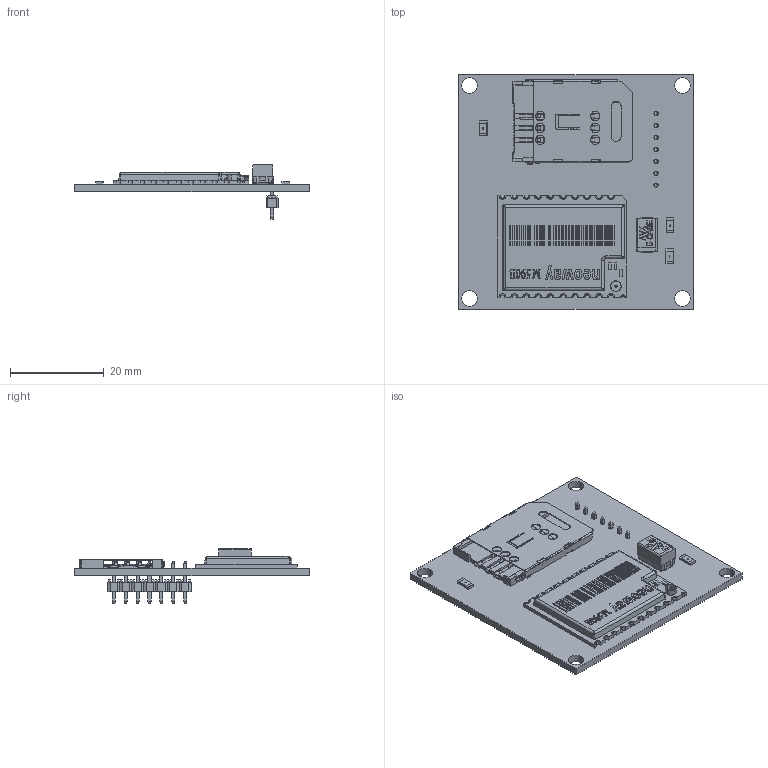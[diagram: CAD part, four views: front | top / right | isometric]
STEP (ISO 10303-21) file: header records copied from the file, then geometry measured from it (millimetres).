
FILE_DESCRIPTION(('FreeCAD Model'),'2;1');
FILE_NAME('Open CASCADE Shape Model','2025-02-15T12:07:20',(''),(''), 'Open CASCADE STEP processor 7.7','FreeCAD','Unknown');
FILE_SCHEMA(('AUTOMOTIVE_DESIGN { 1 0 10303 214 1 1 1 1 }'));
Length unit declared in the file: millimetre
Products named in the file (25): M590E-GSM-module; Copy of Плата^M590E-GSM-GPRS-module; Copy of m590 neoway^M590E-GSM-module; Copy of SIM Holder^M590E-GSM-module; Copy of 473880001, SIM, Assembly.STEP^Copy of SIM 
Holder_M590E-GSM-module; Copy of 473880001, SIM, Base.STEP^Copy of 473880001, SIM, 
Assembly.STEP_Copy of SIM Holder_M590E-GSM-module; Copy of 473880001, SIM, Contacts.STEP^Copy of 473880001, SIM, 
Assembly.STEP_Copy of SIM Holder_M590E-GSM-module006; Copy of 473880001, SIM, Contacts.STEP^Copy of 473880001, SIM, 
Assembly.STEP_Copy of SIM Holder_M590E-GSM-module; Copy of 473880001, SIM, Contacts.STEP^Copy of 473880001, SIM, 
Assembly.STEP_Copy of SIM Holder_M590E-GSM-module001; Copy of 473880001, SIM, Contacts.STEP^Copy of 473880001, SIM, 
Assembly.STEP_Copy of SIM Holder_M590E-GSM-module002; Copy of 473880001, SIM, Contacts.STEP^Copy of 473880001, SIM, 
Assembly.STEP_Copy of SIM Holder_M590E-GSM-module003; Copy of 473880001, SIM, Contacts.STEP^Copy of 473880001, SIM, 
Assembly.STEP_Copy of SIM Holder_M590E-GSM-module004; Copy of 473880001, SIM, Contacts.STEP^Copy of 473880001, SIM, 
Assembly.STEP_Copy of SIM Holder_M590E-GSM-module005; Copy of 473880001, SIM, Lid.STEP^Copy of 473880001, SIM, 
Assembly.STEP_Copy of SIM Holder_M590E-GSM-module; Copy of 7343^M590E-GSM-GPRS-module; Copy of RES1206^M590E-GSM-GPRS-module; Copy of One Pin^M590E-GSM-module002; Copy of One Pin^M590E-GSM-module; Copy of One Pin^M590E-GSM-module001; Copy of One Pin^M590E-GSM-module005; Copy of One Pin^M590E-GSM-module008; Copy of One Pin^M590E-GSM-module011; Copy of One Pin^M590E-GSM-module014; Copy of One Pin^M590E-GSM-module017; Copy of One Pin^M590E-GSM-module020
Assembly tree (38 placements, depth 5):
  M590E-GSM-module
    Copy of Плата^M590E-GSM-GPRS-module
    Copy of m590 neoway^M590E-GSM-module
    Copy of SIM Holder^M590E-GSM-module
      Copy of 473880001, SIM, Assembly.STEP^Copy of SIM 
Holder_M590E-GSM-module
        Copy of 473880001, SIM, Base.STEP^Copy of 473880001, SIM, 
Assembly.STEP_Copy of SIM Holder_M590E-GSM-module
        Copy of 473880001, SIM, Contacts.STEP^Copy of 473880001, SIM, 
Assembly.STEP_Copy of SIM Holder_M590E-GSM-module006
          Copy of 473880001, SIM, Contacts.STEP^Copy of 473880001, SIM, 
Assembly.STEP_Copy of SIM Holder_M590E-GSM-module
          Copy of 473880001, SIM, Contacts.STEP^Copy of 473880001, SIM, 
Assembly.STEP_Copy of SIM Holder_M590E-GSM-module001
          Copy of 473880001, SIM, Contacts.STEP^Copy of 473880001, SIM, 
Assembly.STEP_Copy of SIM Holder_M590E-GSM-module002
          Copy of 473880001, SIM, Contacts.STEP^Copy of 473880001, SIM, 
Assembly.STEP_Copy of SIM Holder_M590E-GSM-module003
          Copy of 473880001, SIM, Contacts.STEP^Copy of 473880001, SIM, 
Assembly.STEP_Copy of SIM Holder_M590E-GSM-module004
          Copy of 473880001, SIM, Contacts.STEP^Copy of 473880001, SIM, 
Assembly.STEP_Copy of SIM Holder_M590E-GSM-module005
        Copy of 473880001, SIM, Lid.STEP^Copy of 473880001, SIM, 
Assembly.STEP_Copy of SIM Holder_M590E-GSM-module
    Copy of 7343^M590E-GSM-GPRS-module
    Copy of RES1206^M590E-GSM-GPRS-module  x3
    Copy of One Pin^M590E-GSM-module002
      Copy of One Pin^M590E-GSM-module
      Copy of One Pin^M590E-GSM-module001
    Copy of One Pin^M590E-GSM-module005
      Copy of One Pin^M590E-GSM-module
      Copy of One Pin^M590E-GSM-module001
    Copy of One Pin^M590E-GSM-module008
      Copy of One Pin^M590E-GSM-module
      Copy of One Pin^M590E-GSM-module001
    Copy of One Pin^M590E-GSM-module011
      Copy of One Pin^M590E-GSM-module
      Copy of One Pin^M590E-GSM-module001
    Copy of One Pin^M590E-GSM-module014
      Copy of One Pin^M590E-GSM-module
      Copy of One Pin^M590E-GSM-module001
    Copy of One Pin^M590E-GSM-module017
      Copy of One Pin^M590E-GSM-module
      Copy of One Pin^M590E-GSM-module001
    Copy of One Pin^M590E-GSM-module020
      Copy of One Pin^M590E-GSM-module
      Copy of One Pin^M590E-GSM-module001
Bounding box: 50 x 50 x 11.68 mm (x, y, z)
Volume: 5770.6 mm3; surface area: 9222 mm2
Topology: 28 solids, 28 shells, 2405 faces, 6455 edges, 4192 vertices
Faces by surface type: plane 1629, bspline 428, cylinder 309, sphere 32, cone 6, torus 1
Entity records: 74809 total; most frequent: CARTESIAN_POINT 19607, ORIENTED_EDGE 10664, DIRECTION 7834, EDGE_CURVE 5332, LINE 3978, VECTOR 3978, VERTEX_POINT 3500, FACE_BOUND 2068
